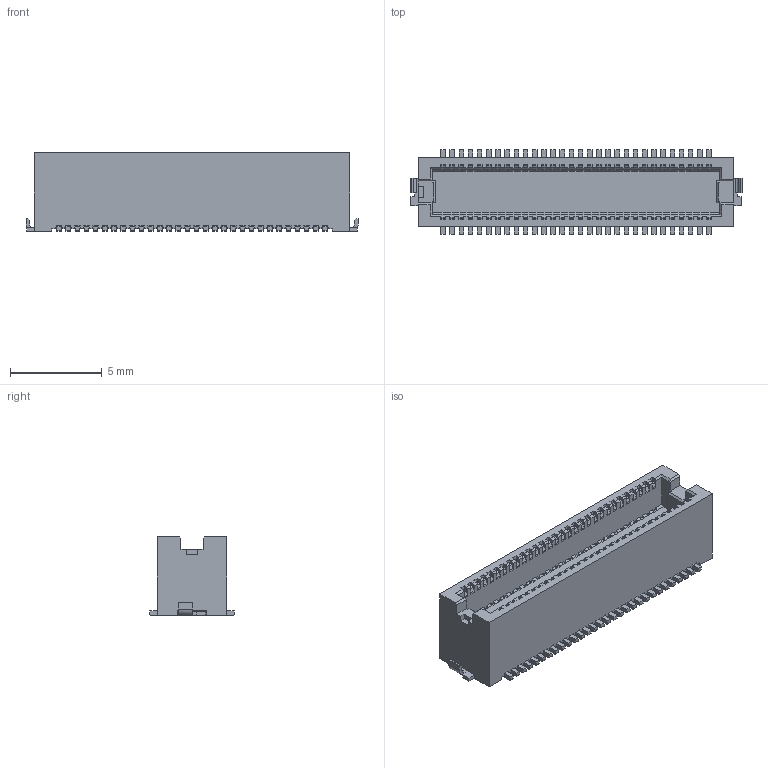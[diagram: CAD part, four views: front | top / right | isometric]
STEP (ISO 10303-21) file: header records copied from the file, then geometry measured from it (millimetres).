
FILE_DESCRIPTION(('Creo Elements/Direct Modeling STEP Export'),'2;1');
FILE_NAME('DF12NB(5.0)-60DP.stp','2020-09-17T20:26:15',(''),(''),'Creo Elements/Direct Modeling STEP processor for AP214 (Solid Model)','Creo Elements/Direct Modeling 19.0F 14-Feb-2017 (C) Parametric Technology GmbH','');
FILE_SCHEMA(('AUTOMOTIVE_DESIGN { 1 0 10303 214 1 1 1 1 }'));
Products named in the file (2): DF12NB_5_0_-60DP.prt; DF12NB_5_0_-60DP.stp
Assembly tree (1 placements, depth 2):
  DF12NB_5_0_-60DP.stp
    DF12NB_5_0_-60DP.prt
Bounding box: 18.1 x 4.6 x 4.3 mm (x, y, z)
Volume: 190 mm3; surface area: 877.2 mm2
Topology: 1 solids, 1 shells, 2752 faces, 8096 edges, 5348 vertices
Faces by surface type: plane 2324, cylinder 428
Entity records: 90299 total; most frequent: CARTESIAN_POINT 16198, ORIENTED_EDGE 16192, DIRECTION 14462, EDGE_CURVE 8096, VECTOR 7238, LINE 7238, VERTEX_POINT 5348, AXIS2_PLACEMENT_3D 3612
